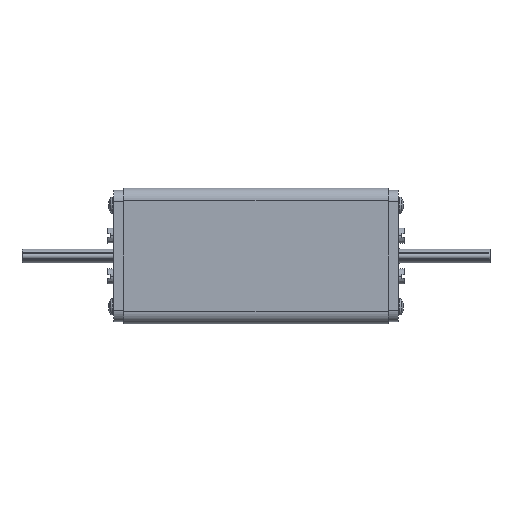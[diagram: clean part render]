
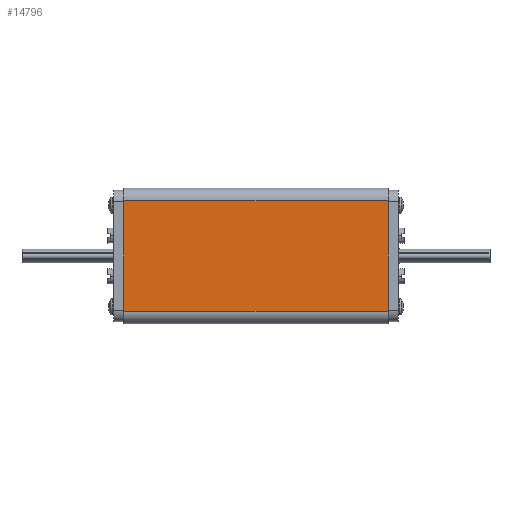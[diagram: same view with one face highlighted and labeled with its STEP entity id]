
A CAD part, front view. The second image highlights one B-rep face of the part: STEP entity #14796.
In plain terms, the highlighted planar face has unit normal (0, -1, 0).
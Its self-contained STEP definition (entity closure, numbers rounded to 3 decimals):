
#32=DIRECTION('',(0.,0.,1.));
#33=VECTOR('',#32,49.);
#34=CARTESIAN_POINT('',(58.5,-30.,-24.5));
#35=LINE('',#34,#33);
#72=DIRECTION('',(-1.,0.,0.));
#73=VECTOR('',#72,117.);
#74=CARTESIAN_POINT('',(58.5,-30.,-24.5));
#75=LINE('',#74,#73);
#90=DIRECTION('',(0.,0.,1.));
#91=VECTOR('',#90,49.);
#92=CARTESIAN_POINT('',(-58.5,-30.,-24.5));
#93=LINE('',#92,#91);
#94=DIRECTION('',(1.,0.,0.));
#95=VECTOR('',#94,117.);
#96=CARTESIAN_POINT('',(-58.5,-30.,24.5));
#97=LINE('',#96,#95);
#13628=CARTESIAN_POINT('',(-58.5,-30.,24.5));
#13629=CARTESIAN_POINT('',(58.5,-30.,24.5));
#13630=VERTEX_POINT('',#13628);
#13631=VERTEX_POINT('',#13629);
#13636=CARTESIAN_POINT('',(58.5,-30.,-24.5));
#13637=CARTESIAN_POINT('',(-58.5,-30.,-24.5));
#13638=VERTEX_POINT('',#13636);
#13639=VERTEX_POINT('',#13637);
#14783=CARTESIAN_POINT('',(-58.5,-30.,-30.));
#14784=DIRECTION('',(0.,-1.,0.));
#14785=DIRECTION('',(1.,0.,0.));
#14786=AXIS2_PLACEMENT_3D('',#14783,#14784,#14785);
#14787=PLANE('',#14786);
#14789=ORIENTED_EDGE('',*,*,#14788,.T.);
#14790=ORIENTED_EDGE('',*,*,#14739,.F.);
#14791=ORIENTED_EDGE('',*,*,#14774,.T.);
#14793=ORIENTED_EDGE('',*,*,#14792,.T.);
#14794=EDGE_LOOP('',(#14789,#14790,#14791,#14793));
#14795=FACE_OUTER_BOUND('',#14794,.F.);
#14796=ADVANCED_FACE('',(#14795),#14787,.T.);
#14739=EDGE_CURVE('',#13638,#13631,#35,.T.);
#14774=EDGE_CURVE('',#13638,#13639,#75,.T.);
#14788=EDGE_CURVE('',#13630,#13631,#97,.T.);
#14792=EDGE_CURVE('',#13639,#13630,#93,.T.);
